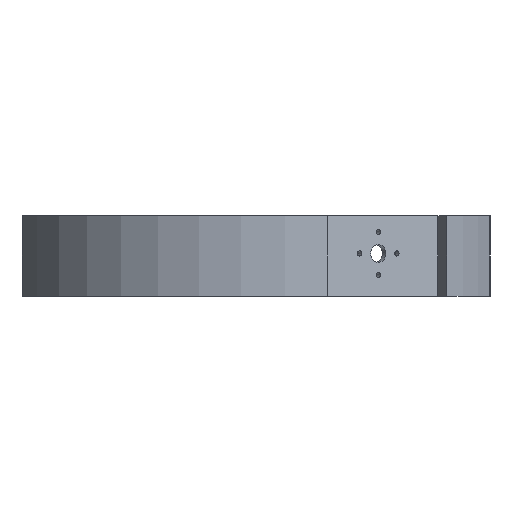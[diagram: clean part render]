
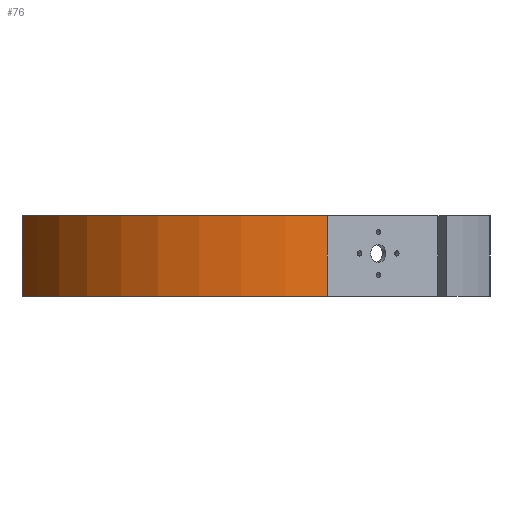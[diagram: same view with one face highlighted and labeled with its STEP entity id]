
A CAD part, left-side view. The second image highlights one B-rep face of the part: STEP entity #76.
In plain terms, the highlighted cylindrical face has radius 100 mm (diameter 200 mm), a partial arc.
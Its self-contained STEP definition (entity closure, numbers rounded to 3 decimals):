
#76=ADVANCED_FACE('',(#461),#463,.T.);
#461=FACE_BOUND('',#462,.T.);
#462=EDGE_LOOP('',(#1434,#1435,#1436,#1437));
#463=CYLINDRICAL_SURFACE('',#464,100.);
#464=AXIS2_PLACEMENT_3D('',#465,#466,#467);
#465=CARTESIAN_POINT('',(0.,0.,0.));
#466=DIRECTION('',(0.,0.,1.));
#467=DIRECTION('',(-0.272,0.962,0.));
#1434=ORIENTED_EDGE('',*,*,#1778,.T.);
#1435=ORIENTED_EDGE('',*,*,#1972,.T.);
#1436=ORIENTED_EDGE('',*,*,#1850,.F.);
#1437=ORIENTED_EDGE('',*,*,#1973,.F.);
#1778=EDGE_CURVE('',#2102,#2100,#2103,.T.);
#1850=EDGE_CURVE('',#2241,#2243,#2244,.T.);
#1972=EDGE_CURVE('',#2100,#2243,#2471,.T.);
#1973=EDGE_CURVE('',#2102,#2241,#2472,.T.);
#2100=VERTEX_POINT('',#2680);
#2102=VERTEX_POINT('',#2684);
#2103=CIRCLE('',#2685,100.);
#2241=VERTEX_POINT('',#2998);
#2243=VERTEX_POINT('',#3002);
#2244=CIRCLE('',#3003,100.);
#2471=LINE('',#3532,#3533);
#2472=LINE('',#3535,#3536);
#2680=CARTESIAN_POINT('',(-96.947,-24.52,0.));
#2684=CARTESIAN_POINT('',(-27.239,96.219,0.));
#2685=AXIS2_PLACEMENT_3D('',#2686,#2687,#2688);
#2686=CARTESIAN_POINT('',(0.,0.,0.));
#2687=DIRECTION('',(0.,0.,1.));
#2688=DIRECTION('',(-0.272,0.962,0.));
#2998=CARTESIAN_POINT('',(-27.239,96.219,32.));
#3002=CARTESIAN_POINT('',(-96.947,-24.52,32.));
#3003=AXIS2_PLACEMENT_3D('',#3004,#3005,#3006);
#3004=CARTESIAN_POINT('',(0.,0.,32.));
#3005=DIRECTION('',(0.,0.,1.));
#3006=DIRECTION('',(-0.272,0.962,0.));
#3532=CARTESIAN_POINT('',(-96.947,-24.52,0.));
#3533=VECTOR('',#3534,1.);
#3534=DIRECTION('',(0.,0.,1.));
#3535=CARTESIAN_POINT('',(-27.239,96.219,0.));
#3536=VECTOR('',#3537,1.);
#3537=DIRECTION('',(0.,0.,1.));
